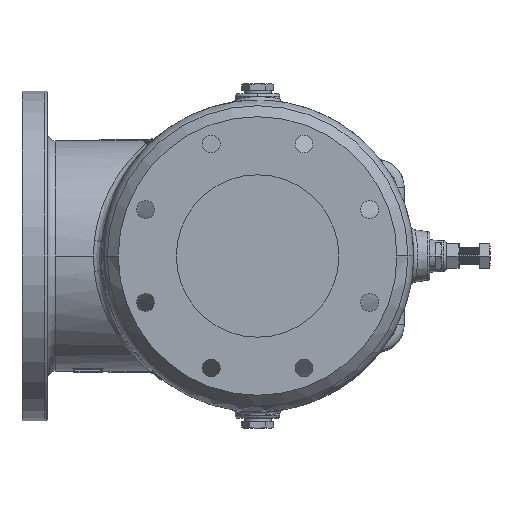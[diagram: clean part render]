
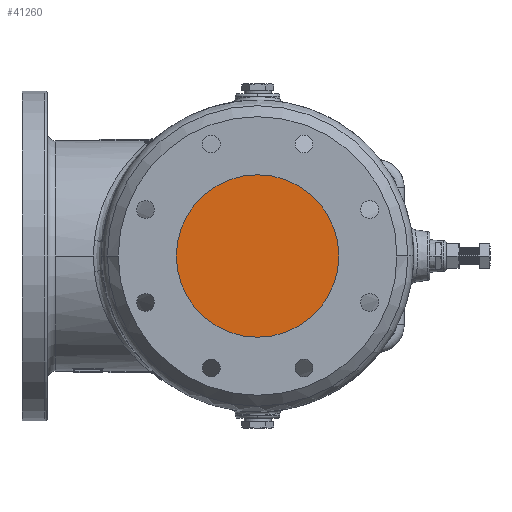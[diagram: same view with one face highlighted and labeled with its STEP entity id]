
A CAD part, left-side view. The second image highlights one B-rep face of the part: STEP entity #41260.
In plain terms, the highlighted planar face has unit normal (-1, 0, 0).
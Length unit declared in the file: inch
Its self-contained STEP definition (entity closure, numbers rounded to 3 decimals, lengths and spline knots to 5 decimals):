
#9649 = EDGE_CURVE ( 'NONE', #39691, #11593, #41994, .T. ) ;
#9730 = AXIS2_PLACEMENT_3D ( 'NONE', #40738, #17643, #44631 ) ;
#10994 = EDGE_CURVE ( 'NONE', #11593, #39691, #28118, .T. ) ;
#11593 = VERTEX_POINT ( 'NONE', #44736 ) ;
#11826 = CARTESIAN_POINT ( 'NONE',  ( -14.13388, 0., 0. ) ) ;
#15672 = DIRECTION ( 'NONE',  ( -1., 0., 0. ) ) ;
#17643 = DIRECTION ( 'NONE',  ( -1., 0., 0. ) ) ;
#22467 = DIRECTION ( 'NONE',  ( -1., 0., 0. ) ) ;
#23051 = PLANE ( 'NONE',  #34404 ) ;
#25034 = EDGE_LOOP ( 'NONE', ( #39014, #45648 ) ) ;
#26029 = CARTESIAN_POINT ( 'NONE',  ( -14.13388, -3.93701, 0. ) ) ;
#28118 = CIRCLE ( 'NONE', #30044, 3.93701 ) ;
#30044 = AXIS2_PLACEMENT_3D ( 'NONE', #45576, #22467, #49431 ) ;
#34404 = AXIS2_PLACEMENT_3D ( 'NONE', #11826, #15672, #42625 ) ;
#37843 = FACE_OUTER_BOUND ( 'NONE', #25034, .T. ) ;
#39014 = ORIENTED_EDGE ( 'NONE', *, *, #9649, .T. ) ;
#39691 = VERTEX_POINT ( 'NONE', #26029 ) ;
#40738 = CARTESIAN_POINT ( 'NONE',  ( -14.13388, 0., 0. ) ) ;
#41260 = ADVANCED_FACE ( 'NONE', ( #37843 ), #23051, .T. ) ;
#41994 = CIRCLE ( 'NONE', #9730, 3.93701 ) ;
#42625 = DIRECTION ( 'NONE',  ( 0., -1., 0. ) ) ;
#44631 = DIRECTION ( 'NONE',  ( 0., -1., 0. ) ) ;
#44736 = CARTESIAN_POINT ( 'NONE',  ( -14.13388, 3.93701, 0. ) ) ;
#45576 = CARTESIAN_POINT ( 'NONE',  ( -14.13388, 0., 0. ) ) ;
#45648 = ORIENTED_EDGE ( 'NONE', *, *, #10994, .T. ) ;
#49431 = DIRECTION ( 'NONE',  ( 0., -1., 0. ) ) ;
